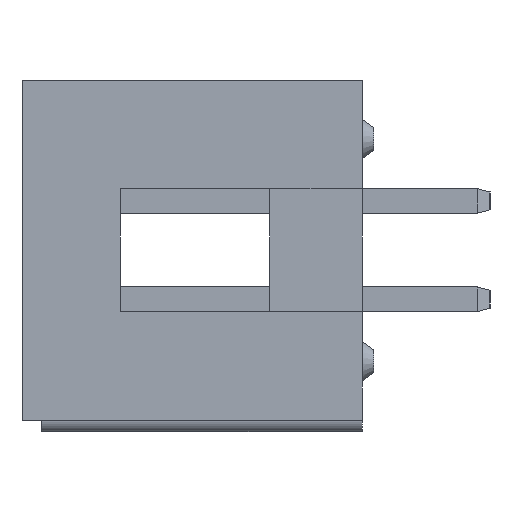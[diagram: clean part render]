
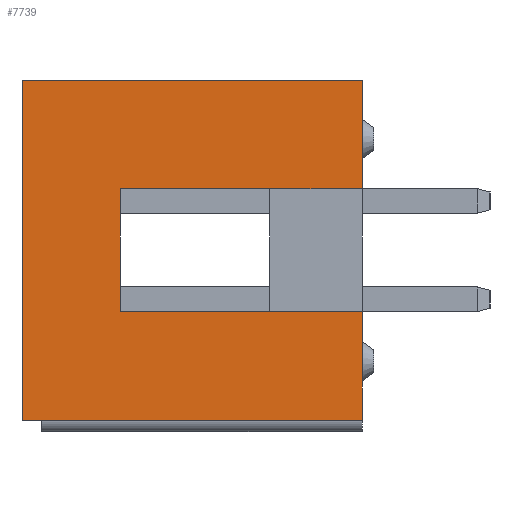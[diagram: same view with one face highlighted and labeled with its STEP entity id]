
A CAD part, left-side view. The second image highlights one B-rep face of the part: STEP entity #7739.
In plain terms, the highlighted planar face has unit normal (-1, 0, 0).
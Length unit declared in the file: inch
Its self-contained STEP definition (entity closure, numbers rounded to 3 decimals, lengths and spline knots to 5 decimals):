
#463 = VECTOR ( 'NONE', #1826, 39.37008 ) ;
#514 = ORIENTED_EDGE ( 'NONE', *, *, #1569, .T. ) ;
#588 = EDGE_CURVE ( 'NONE', #6264, #8905, #8622, .T. ) ;
#869 = CARTESIAN_POINT ( 'NONE',  ( -0.6475, 0.358, 0.173 ) ) ;
#894 = CARTESIAN_POINT ( 'NONE',  ( -0.6475, 0.358, 0.173 ) ) ;
#922 = VERTEX_POINT ( 'NONE', #7933 ) ;
#1053 = CARTESIAN_POINT ( 'NONE',  ( -0.6475, 0.012, 0.173 ) ) ;
#1292 = CARTESIAN_POINT ( 'NONE',  ( -0.6475, 0.258, -0.0625 ) ) ;
#1464 = DIRECTION ( 'NONE',  ( 0., -1., 0. ) ) ;
#1569 = EDGE_CURVE ( 'NONE', #12586, #6338, #6304, .T. ) ;
#1826 = DIRECTION ( 'NONE',  ( 0., 0., -1. ) ) ;
#1832 = LINE ( 'NONE', #869, #4436 ) ;
#1836 = CARTESIAN_POINT ( 'NONE',  ( -0.6475, 2.05957, 0.173 ) ) ;
#1880 = ORIENTED_EDGE ( 'NONE', *, *, #2876, .F. ) ;
#1901 = DIRECTION ( 'NONE',  ( 0., -1., 0. ) ) ;
#2221 = CARTESIAN_POINT ( 'NONE',  ( -0.6475, 2.05957, 0.173 ) ) ;
#2257 = VECTOR ( 'NONE', #6126, 39.37008 ) ;
#2286 = DIRECTION ( 'NONE',  ( -1., 0., 0. ) ) ;
#2761 = CARTESIAN_POINT ( 'NONE',  ( -0.6475, 0.012, -0.173 ) ) ;
#2876 = EDGE_CURVE ( 'NONE', #922, #10017, #7354, .T. ) ;
#3176 = DIRECTION ( 'NONE',  ( 0., 0., -1. ) ) ;
#3257 = VECTOR ( 'NONE', #7028, 39.37008 ) ;
#3288 = ORIENTED_EDGE ( 'NONE', *, *, #588, .F. ) ;
#3865 = CARTESIAN_POINT ( 'NONE',  ( -0.6475, 0.012, 0.173 ) ) ;
#4436 = VECTOR ( 'NONE', #6665, 39.37008 ) ;
#4467 = EDGE_LOOP ( 'NONE', ( #11758, #4933, #3288, #10032, #514, #10245, #1880, #6904 ) ) ;
#4482 = VERTEX_POINT ( 'NONE', #8052 ) ;
#4516 = CARTESIAN_POINT ( 'NONE',  ( -0.6475, 0.012, 0.173 ) ) ;
#4561 = CARTESIAN_POINT ( 'NONE',  ( -0.6475, 2.05957, -0.173 ) ) ;
#4933 = ORIENTED_EDGE ( 'NONE', *, *, #5117, .F. ) ;
#5049 = LINE ( 'NONE', #5173, #12061 ) ;
#5117 = EDGE_CURVE ( 'NONE', #8905, #4482, #10636, .T. ) ;
#5173 = CARTESIAN_POINT ( 'NONE',  ( -0.6475, 0.258, 0.0625 ) ) ;
#5625 = VECTOR ( 'NONE', #1464, 39.37008 ) ;
#6126 = DIRECTION ( 'NONE',  ( 0., -1., 0. ) ) ;
#6251 = EDGE_CURVE ( 'NONE', #10017, #6338, #6382, .T. ) ;
#6264 = VERTEX_POINT ( 'NONE', #894 ) ;
#6304 = LINE ( 'NONE', #4561, #5625 ) ;
#6338 = VERTEX_POINT ( 'NONE', #2761 ) ;
#6382 = LINE ( 'NONE', #4516, #6750 ) ;
#6665 = DIRECTION ( 'NONE',  ( 0., 0., -1. ) ) ;
#6750 = VECTOR ( 'NONE', #12234, 39.37008 ) ;
#6904 = ORIENTED_EDGE ( 'NONE', *, *, #9224, .F. ) ;
#7028 = DIRECTION ( 'NONE',  ( 0., -1., 0. ) ) ;
#7159 = CARTESIAN_POINT ( 'NONE',  ( -0.6475, 0.258, 0.0625 ) ) ;
#7354 = LINE ( 'NONE', #1292, #2257 ) ;
#7416 = AXIS2_PLACEMENT_3D ( 'NONE', #2221, #2286, #10190 ) ;
#7739 = ADVANCED_FACE ( 'NONE', ( #11112 ), #10120, .T. ) ;
#7933 = CARTESIAN_POINT ( 'NONE',  ( -0.6475, 0.258, -0.0625 ) ) ;
#8052 = CARTESIAN_POINT ( 'NONE',  ( -0.6475, 0.012, 0.0625 ) ) ;
#8588 = VERTEX_POINT ( 'NONE', #12053 ) ;
#8594 = EDGE_CURVE ( 'NONE', #8588, #4482, #10089, .T. ) ;
#8622 = LINE ( 'NONE', #1836, #9329 ) ;
#8905 = VERTEX_POINT ( 'NONE', #3865 ) ;
#9224 = EDGE_CURVE ( 'NONE', #8588, #922, #5049, .T. ) ;
#9329 = VECTOR ( 'NONE', #1901, 39.37008 ) ;
#10017 = VERTEX_POINT ( 'NONE', #12645 ) ;
#10032 = ORIENTED_EDGE ( 'NONE', *, *, #11184, .T. ) ;
#10089 = LINE ( 'NONE', #7159, #3257 ) ;
#10120 = PLANE ( 'NONE',  #7416 ) ;
#10190 = DIRECTION ( 'NONE',  ( 0., 0., 1. ) ) ;
#10245 = ORIENTED_EDGE ( 'NONE', *, *, #6251, .F. ) ;
#10636 = LINE ( 'NONE', #1053, #463 ) ;
#11112 = FACE_OUTER_BOUND ( 'NONE', #4467, .T. ) ;
#11184 = EDGE_CURVE ( 'NONE', #6264, #12586, #1832, .T. ) ;
#11758 = ORIENTED_EDGE ( 'NONE', *, *, #8594, .T. ) ;
#12053 = CARTESIAN_POINT ( 'NONE',  ( -0.6475, 0.258, 0.0625 ) ) ;
#12061 = VECTOR ( 'NONE', #3176, 39.37008 ) ;
#12234 = DIRECTION ( 'NONE',  ( 0., 0., -1. ) ) ;
#12444 = CARTESIAN_POINT ( 'NONE',  ( -0.6475, 0.358, -0.173 ) ) ;
#12586 = VERTEX_POINT ( 'NONE', #12444 ) ;
#12645 = CARTESIAN_POINT ( 'NONE',  ( -0.6475, 0.012, -0.0625 ) ) ;
